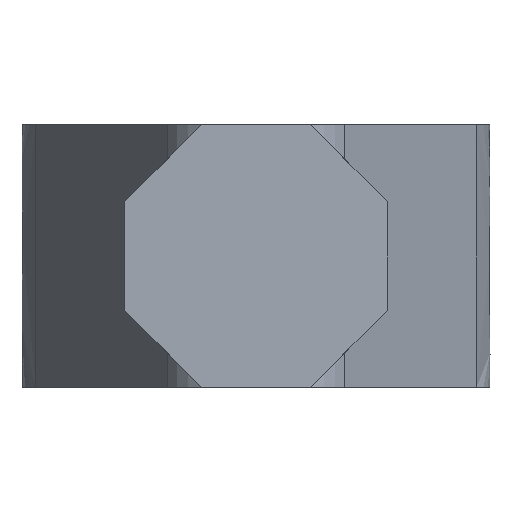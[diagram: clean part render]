
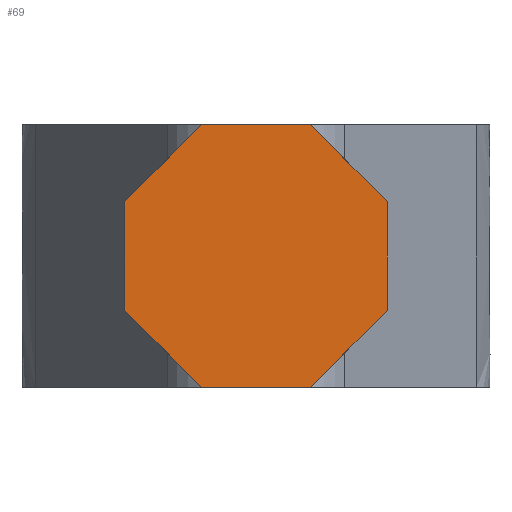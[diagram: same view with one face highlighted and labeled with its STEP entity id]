
A CAD part, front view. The second image highlights one B-rep face of the part: STEP entity #69.
In plain terms, the highlighted planar face has unit normal (0, -1, 0).
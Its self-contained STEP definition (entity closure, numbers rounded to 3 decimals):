
#69=ADVANCED_FACE('',(#124),#967,.T.);
#124=FACE_OUTER_BOUND('',#183,.T.);
#183=EDGE_LOOP('',(#480,#481,#482,#483,#484,#485,#486,#487));
#480=ORIENTED_EDGE('',*,*,#551,.F.);
#481=ORIENTED_EDGE('',*,*,#674,.T.);
#482=ORIENTED_EDGE('',*,*,#666,.T.);
#483=ORIENTED_EDGE('',*,*,#670,.T.);
#484=ORIENTED_EDGE('',*,*,#561,.T.);
#485=ORIENTED_EDGE('',*,*,#668,.T.);
#486=ORIENTED_EDGE('',*,*,#665,.F.);
#487=ORIENTED_EDGE('',*,*,#663,.F.);
#551=EDGE_CURVE('',#892,#893,#741,.T.);
#561=EDGE_CURVE('',#912,#911,#751,.T.);
#663=EDGE_CURVE('',#893,#946,#834,.T.);
#665=EDGE_CURVE('',#946,#947,#836,.T.);
#666=EDGE_CURVE('',#948,#949,#837,.T.);
#668=EDGE_CURVE('',#911,#947,#838,.T.);
#670=EDGE_CURVE('',#949,#912,#839,.T.);
#674=EDGE_CURVE('',#892,#948,#842,.T.);
#741=B_SPLINE_CURVE_WITH_KNOTS('',1,(#7628,#7629),.UNSPECIFIED.,.F.,.F.,
(2,2),(-4.142,0.),.UNSPECIFIED.);
#751=B_SPLINE_CURVE_WITH_KNOTS('',1,(#7674,#7675),.UNSPECIFIED.,.F.,.F.,
(2,2),(0.,4.142),.UNSPECIFIED.);
#834=B_SPLINE_CURVE_WITH_KNOTS('',1,(#9008,#9009),.UNSPECIFIED.,.F.,.F.,
(2,2),(-4.142,0.),.UNSPECIFIED.);
#836=B_SPLINE_CURVE_WITH_KNOTS('',1,(#9012,#9013),.UNSPECIFIED.,.F.,.F.,
(2,2),(-4.142,0.),.UNSPECIFIED.);
#837=B_SPLINE_CURVE_WITH_KNOTS('',1,(#9014,#9015),.UNSPECIFIED.,.F.,.F.,
(2,2),(0.,4.142),.UNSPECIFIED.);
#838=B_SPLINE_CURVE_WITH_KNOTS('',1,(#9020,#9021),.UNSPECIFIED.,.F.,.F.,
(2,2),(0.,4.142),.UNSPECIFIED.);
#839=B_SPLINE_CURVE_WITH_KNOTS('',1,(#9026,#9027),.UNSPECIFIED.,.F.,.F.,
(2,2),(0.,4.142),.UNSPECIFIED.);
#842=B_SPLINE_CURVE_WITH_KNOTS('',1,(#9036,#9037),.UNSPECIFIED.,.F.,.F.,
(2,2),(0.,4.142),.UNSPECIFIED.);
#892=VERTEX_POINT('',#5990);
#893=VERTEX_POINT('',#5991);
#911=VERTEX_POINT('',#6009);
#912=VERTEX_POINT('',#6010);
#946=VERTEX_POINT('',#6044);
#947=VERTEX_POINT('',#6045);
#948=VERTEX_POINT('',#6046);
#949=VERTEX_POINT('',#6047);
#967=PLANE('',#1042);
#1042=AXIS2_PLACEMENT_3D('',#5936,#1067,$);
#1067=DIRECTION('',(0.,-1.,0.));
#5936=CARTESIAN_POINT('',(-20.6,24.175,-93.898));
#5990=CARTESIAN_POINT('',(-16.67,24.175,-82.896));
#5991=CARTESIAN_POINT('',(-12.528,24.175,-82.896));
#6009=CARTESIAN_POINT('',(-12.528,24.175,-92.896));
#6010=CARTESIAN_POINT('',(-16.67,24.175,-92.896));
#6044=CARTESIAN_POINT('',(-9.599,24.175,-85.825));
#6045=CARTESIAN_POINT('',(-9.599,24.175,-89.967));
#6046=CARTESIAN_POINT('',(-19.599,24.175,-85.825));
#6047=CARTESIAN_POINT('',(-19.599,24.175,-89.967));
#7628=CARTESIAN_POINT('',(-16.67,24.175,-82.896));
#7629=CARTESIAN_POINT('',(-12.528,24.175,-82.896));
#7674=CARTESIAN_POINT('',(-16.67,24.175,-92.896));
#7675=CARTESIAN_POINT('',(-12.528,24.175,-92.896));
#9008=CARTESIAN_POINT('',(-12.528,24.175,-82.896));
#9009=CARTESIAN_POINT('',(-9.599,24.175,-85.825));
#9012=CARTESIAN_POINT('',(-9.599,24.175,-85.825));
#9013=CARTESIAN_POINT('',(-9.599,24.175,-89.967));
#9014=CARTESIAN_POINT('',(-19.599,24.175,-85.825));
#9015=CARTESIAN_POINT('',(-19.599,24.175,-89.967));
#9020=CARTESIAN_POINT('',(-12.528,24.175,-92.896));
#9021=CARTESIAN_POINT('',(-9.599,24.175,-89.967));
#9026=CARTESIAN_POINT('',(-19.599,24.175,-89.967));
#9027=CARTESIAN_POINT('',(-16.67,24.175,-92.896));
#9036=CARTESIAN_POINT('',(-16.67,24.175,-82.896));
#9037=CARTESIAN_POINT('',(-19.599,24.175,-85.825));
